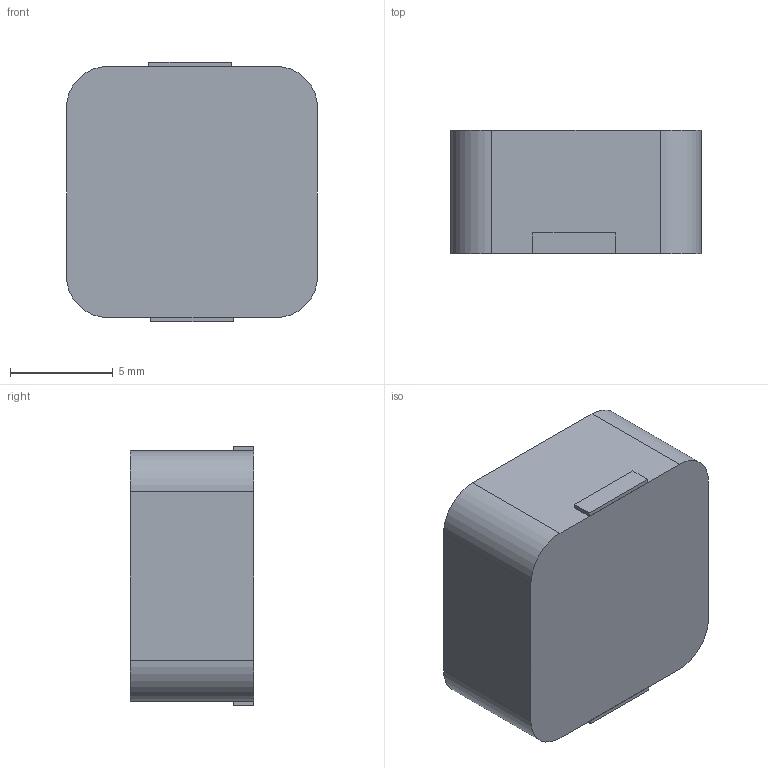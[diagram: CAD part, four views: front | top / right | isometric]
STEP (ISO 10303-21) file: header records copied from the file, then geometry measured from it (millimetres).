
FILE_DESCRIPTION (( 'STEP AP214' ), '1' );
FILE_NAME ('Inductor.STEP', '2021-11-12T11:25:45', ( '' ), ( '' ), 'SwSTEP 2.0', 'SolidWorks 2017', '' );
FILE_SCHEMA (( 'AUTOMOTIVE_DESIGN' ));
Length unit declared in the file: millimetre
Products named in the file (1): Inductor
Bounding box: 12.2 x 6 x 12.6 mm (x, y, z)
Volume: 869.1 mm3; surface area: 602.8 mm2
Topology: 3 solids, 3 shells, 28 faces, 60 edges, 40 vertices
Faces by surface type: plane 20, cylinder 8
Entity records: 933 total; most frequent: DIRECTION 134, CARTESIAN_POINT 129, ORIENTED_EDGE 120, EDGE_CURVE 60, AXIS2_PLACEMENT_3D 45, VECTOR 44, LINE 44, VERTEX_POINT 40
